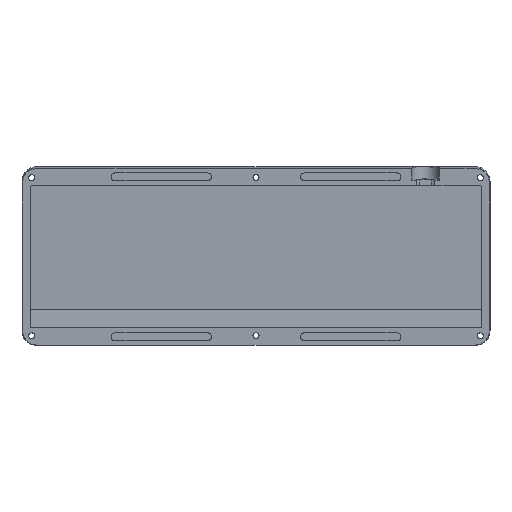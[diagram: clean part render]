
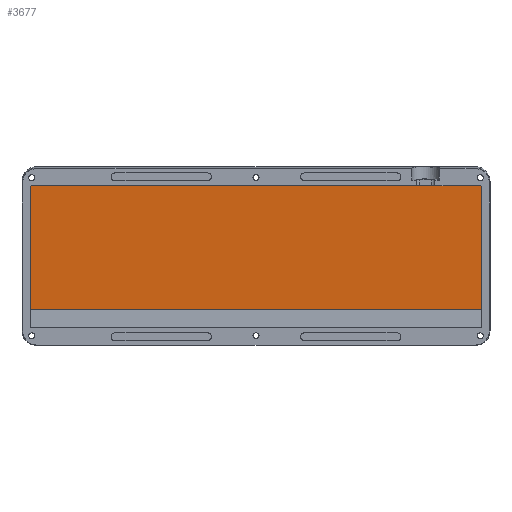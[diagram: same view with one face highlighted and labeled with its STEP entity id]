
A CAD part, top view. The second image highlights one B-rep face of the part: STEP entity #3677.
In plain terms, the highlighted planar face has unit normal (0, -0.087, 0.996).
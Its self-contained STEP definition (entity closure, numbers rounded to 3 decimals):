
#143=CIRCLE('',#3921,1.);
#144=CIRCLE('',#3922,1.);
#306=FACE_OUTER_BOUND('',#515,.T.);
#515=EDGE_LOOP('',(#2789,#2790,#2791,#2792,#2793,#2794));
#884=LINE('',#5625,#1305);
#889=LINE('',#5641,#1310);
#892=LINE('',#5647,#1313);
#893=LINE('',#5651,#1314);
#1305=VECTOR('',#4547,10.);
#1310=VECTOR('',#4562,10.);
#1313=VECTOR('',#4567,10.);
#1314=VECTOR('',#4570,10.);
#1660=VERTEX_POINT('',#5621);
#1662=VERTEX_POINT('',#5624);
#1668=VERTEX_POINT('',#5640);
#1670=VERTEX_POINT('',#5646);
#1671=VERTEX_POINT('',#5648);
#1672=VERTEX_POINT('',#5650);
#2088=EDGE_CURVE('',#1662,#1660,#884,.T.);
#2096=EDGE_CURVE('',#1662,#1668,#889,.T.);
#2099=EDGE_CURVE('',#1670,#1660,#892,.T.);
#2100=EDGE_CURVE('',#1671,#1670,#143,.T.);
#2101=EDGE_CURVE('',#1672,#1671,#893,.T.);
#2102=EDGE_CURVE('',#1668,#1672,#144,.T.);
#2789=ORIENTED_EDGE('',*,*,#2088,.T.);
#2790=ORIENTED_EDGE('',*,*,#2099,.F.);
#2791=ORIENTED_EDGE('',*,*,#2100,.F.);
#2792=ORIENTED_EDGE('',*,*,#2101,.F.);
#2793=ORIENTED_EDGE('',*,*,#2102,.F.);
#2794=ORIENTED_EDGE('',*,*,#2096,.F.);
#3532=PLANE('',#3920);
#3677=ADVANCED_FACE('',(#306),#3532,.T.);
#3920=AXIS2_PLACEMENT_3D('',#5645,#4565,#4566);
#3921=AXIS2_PLACEMENT_3D('',#5649,#4568,#4569);
#3922=AXIS2_PLACEMENT_3D('',#5652,#4571,#4572);
#4547=DIRECTION('',(1.,0.,0.));
#4562=DIRECTION('',(0.,0.996,0.087));
#4565=DIRECTION('center_axis',(0.,-0.087,0.996));
#4566=DIRECTION('ref_axis',(1.,0.,0.));
#4567=DIRECTION('',(0.,-0.996,-0.087));
#4568=DIRECTION('center_axis',(0.,0.087,-0.996));
#4569=DIRECTION('ref_axis',(1.,0.,0.));
#4570=DIRECTION('',(1.,0.,0.));
#4571=DIRECTION('center_axis',(0.,0.087,-0.996));
#4572=DIRECTION('ref_axis',(0.,0.996,0.087));
#5621=CARTESIAN_POINT('',(243.888,-67.231,1.201));
#5624=CARTESIAN_POINT('',(0.,-67.231,1.201));
#5625=CARTESIAN_POINT('',(121.944,-67.231,1.201));
#5640=CARTESIAN_POINT('',(0.,-1.283,6.971));
#5641=CARTESIAN_POINT('',(0.,-76.196,0.417));
#5645=CARTESIAN_POINT('Origin',(121.944,-38.739,3.694));
#5646=CARTESIAN_POINT('',(243.888,-1.283,6.971));
#5647=CARTESIAN_POINT('',(243.888,-1.283,6.971));
#5648=CARTESIAN_POINT('',(242.887,-0.286,7.058));
#5649=CARTESIAN_POINT('Origin',(242.888,-1.283,6.971));
#5650=CARTESIAN_POINT('',(1.,-0.286,7.058));
#5651=CARTESIAN_POINT('',(182.416,-0.286,7.058));
#5652=CARTESIAN_POINT('Origin',(1.,-1.283,6.971));
